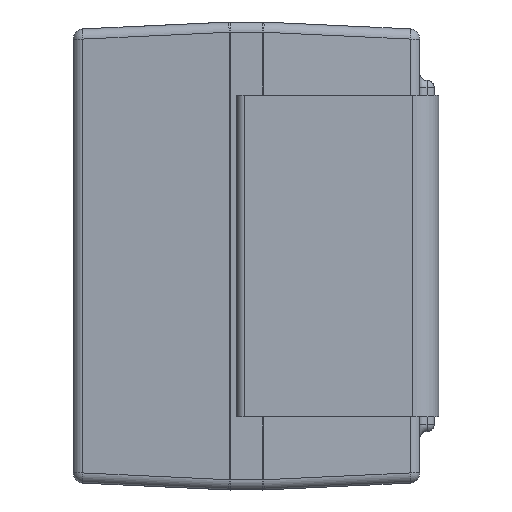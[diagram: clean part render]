
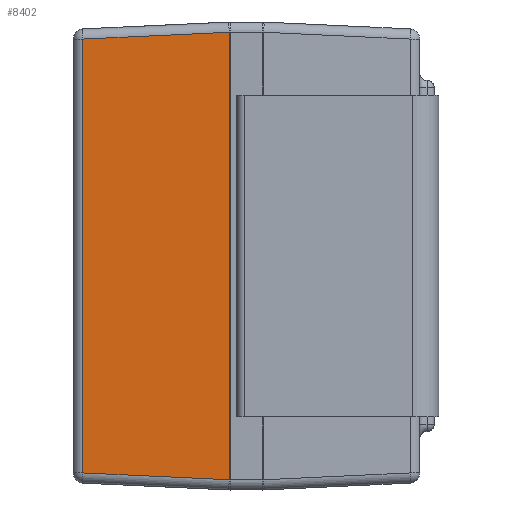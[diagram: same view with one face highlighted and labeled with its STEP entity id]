
A CAD part, left-side view. The second image highlights one B-rep face of the part: STEP entity #8402.
In plain terms, the highlighted planar face has unit normal (-0.999, 0.047, 0).
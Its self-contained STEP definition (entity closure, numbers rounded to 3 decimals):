
#1751=DIRECTION('',(0.047,0.998,-0.047));
#1752=VECTOR('',#1751,1.002);
#1753=CARTESIAN_POINT('',(-2.87,1.433,1.53));
#1754=LINE('',#1753,#1752);
#1758=DIRECTION('',(0.,0.,-1.));
#1759=VECTOR('',#1758,3.06);
#1760=CARTESIAN_POINT('',(-2.87,1.433,1.53));
#1761=LINE('',#1760,#1759);
#1765=DIRECTION('',(-0.047,-0.998,-0.047));
#1766=VECTOR('',#1765,1.002);
#1767=CARTESIAN_POINT('',(-2.823,2.433,
-1.483));
#1768=LINE('',#1767,#1766);
#1772=DIRECTION('',(0.,0.,1.));
#1773=VECTOR('',#1772,2.966);
#1774=CARTESIAN_POINT('',(-2.823,2.433,
-1.483));
#1775=LINE('',#1774,#1773);
#1783=CARTESIAN_POINT('',(-2.87,1.433,1.53));
#6718=VERTEX_POINT('',#1783);
#6720=CARTESIAN_POINT('',(-2.823,2.433,1.483));
#6721=VERTEX_POINT('',#6720);
#6727=CARTESIAN_POINT('',(-2.823,2.433,
-1.483));
#6729=VERTEX_POINT('',#6727);
#6730=CARTESIAN_POINT('',(-2.87,1.433,
-1.53));
#6731=VERTEX_POINT('',#6730);
#8389=CARTESIAN_POINT('',(-2.845,1.965,0.));
#8390=DIRECTION('',(-0.999,0.047,0.));
#8391=DIRECTION('',(0.,0.,-1.));
#8392=AXIS2_PLACEMENT_3D('',#8389,#8390,#8391);
#8393=PLANE('',#8392);
#8394=ORIENTED_EDGE('',*,*,#8379,.F.);
#8396=ORIENTED_EDGE('',*,*,#8395,.T.);
#8398=ORIENTED_EDGE('',*,*,#8397,.F.);
#8399=ORIENTED_EDGE('',*,*,#8355,.T.);
#8400=EDGE_LOOP('',(#8394,#8396,#8398,#8399));
#8401=FACE_OUTER_BOUND('',#8400,.F.);
#8402=ADVANCED_FACE('',(#8401),#8393,.T.);
#8355=EDGE_CURVE('',#6729,#6721,#1775,.T.);
#8379=EDGE_CURVE('',#6718,#6721,#1754,.T.);
#8395=EDGE_CURVE('',#6718,#6731,#1761,.T.);
#8397=EDGE_CURVE('',#6729,#6731,#1768,.T.);
